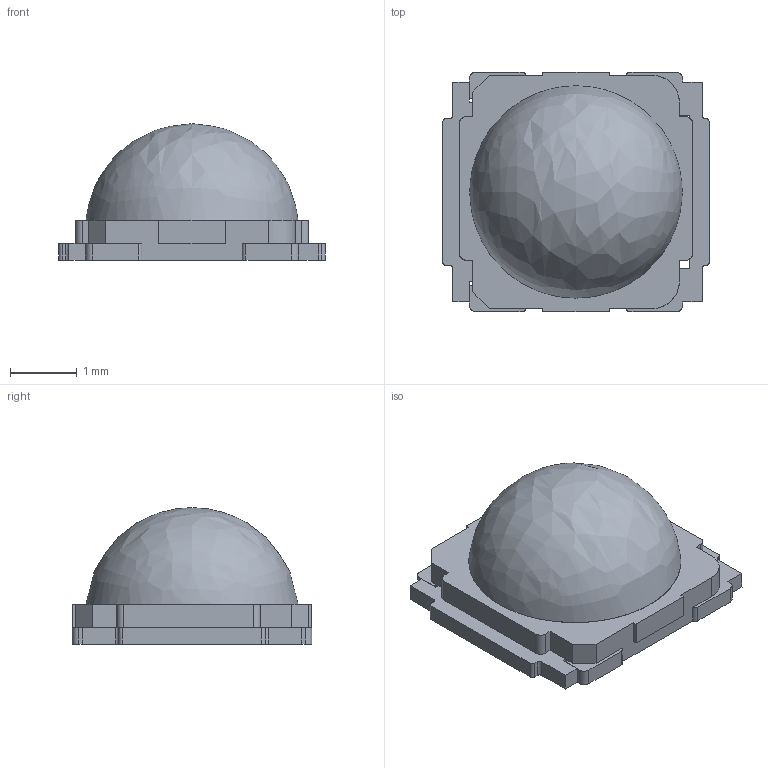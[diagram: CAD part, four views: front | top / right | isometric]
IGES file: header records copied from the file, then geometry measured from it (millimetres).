
Start section: SolidWorks IGES file using analytic representation for surfaces
Global section: file name: NF2x385AR-V1_3D.IGS; native system: SolidWorks 2013; preprocessor: SolidWorks 2013; author: j44659; date: 160328.152723; units: millimetre
Bounding box: 4 x 3.6 x 2.05 mm (x, y, z)
Surface area: 48.8 mm2 (no closed solid volume)
Topology: 0 solids, 0 shells, 101 faces, 675 edges, 675 vertices
Faces by surface type: bspline 79, revolution 22
